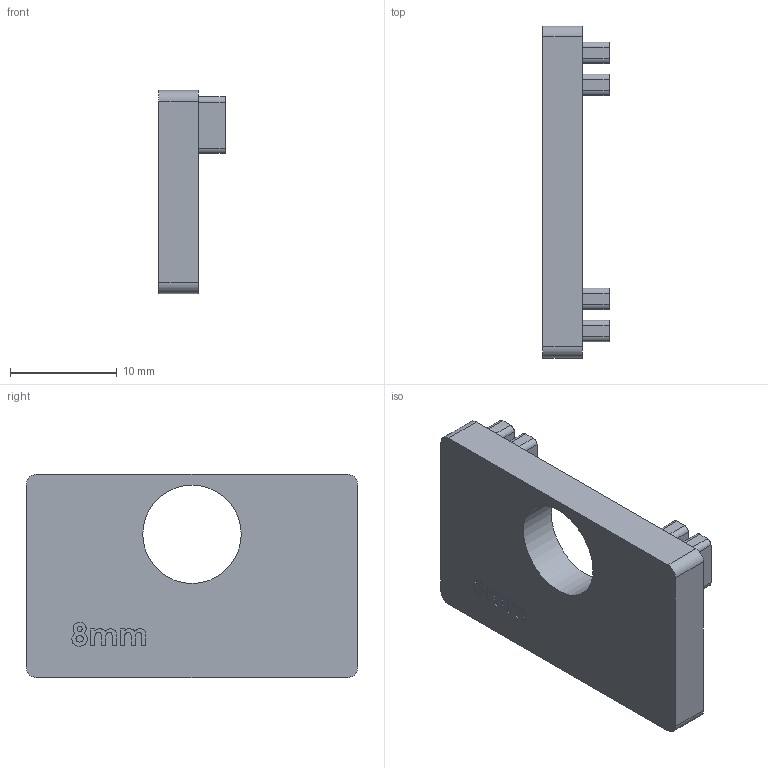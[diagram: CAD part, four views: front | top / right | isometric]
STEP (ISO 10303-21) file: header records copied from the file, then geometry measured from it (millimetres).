
FILE_DESCRIPTION (( 'STEP AP203' ), '1' );
FILE_NAME ('4508-GU.step', '2021-10-14T14:45:05', ( '' ), ( '' ), 'SwSTEP 2.0', 'SolidWorks 2018', '' );
FILE_SCHEMA (( 'CONFIG_CONTROL_DESIGN' ));
Length unit declared in the file: millimetre
Products named in the file (2): 4508-GU
Bounding box: 6.2 x 31 x 19 mm (x, y, z)
Volume: 2032.5 mm3; surface area: 1665.2 mm2
Topology: 1 solids, 1 shells, 415 faces, 1107 edges, 738 vertices
Faces by surface type: plane 219, bspline 175, cylinder 21
Full cylindrical faces by diameter (mm): 9.2 x1
Entity records: 22307 total; most frequent: CARTESIAN_POINT 12956, ORIENTED_EDGE 2212, DIRECTION 1282, EDGE_CURVE 1106, VERTEX_POINT 738, LINE 714, VECTOR 714, EDGE_LOOP 462
